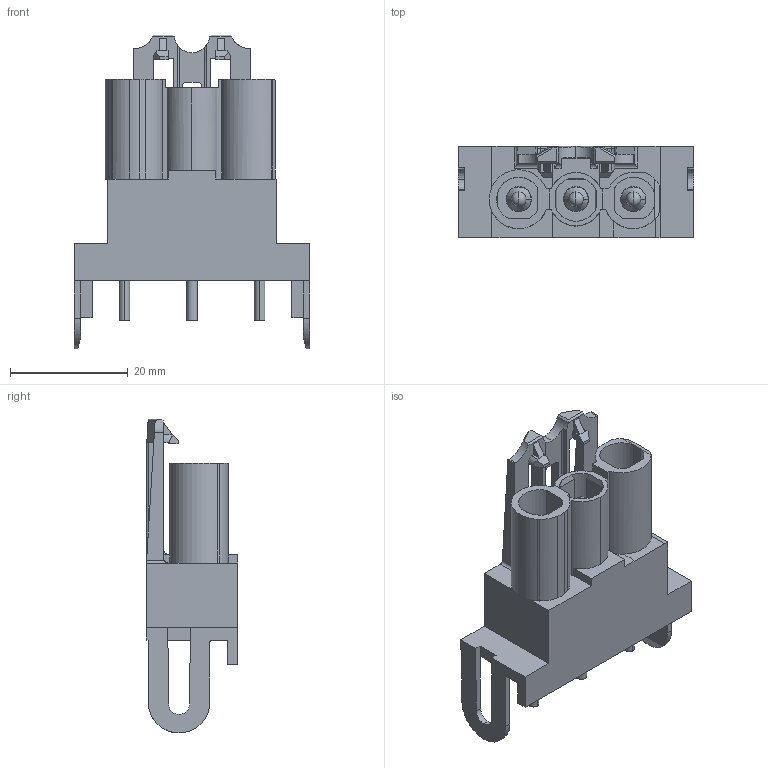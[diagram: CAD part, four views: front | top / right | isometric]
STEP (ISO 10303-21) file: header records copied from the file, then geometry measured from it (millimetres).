
FILE_DESCRIPTION (( 'STEP AP214' ), '1' );
FILE_NAME ('6117192.stp', '2018-11-29T08:13:54', ( '' ), ( '' ), 'SwSTEP 2.0', 'SolidWorks 2018', '' );
FILE_SCHEMA (( 'AUTOMOTIVE_DESIGN' ));
Length unit declared in the file: millimetre
Products named in the file (9): P_6117192T8_1_Standard; P_6117192T7_1_Standard; P_6117192T6_1_Standard; P_6117192T5_1_Standard; P_6117192T2_1_Standard; P_6117192T4_1_Standard; P_6117192T3_1_Standard; P_6117192T1_1_Standard; 6117192
Assembly tree (13 placements, depth 3):
  6117192
    P_6117192T1_1_Standard
    P_6117192T2_1_Standard
      P_6117192T3_1_Standard
      P_6117192T4_1_Standard
    P_6117192T5_1_Standard
      P_6117192T3_1_Standard
      P_6117192T4_1_Standard
    P_6117192T7_1_Standard
      P_6117192T6_1_Standard
      P_6117192T4_1_Standard
    P_6117192T8_1_Standard  x3
Bounding box: 40 x 15.5 x 53.4 mm (x, y, z)
Volume: 7136.1 mm3; surface area: 9486.3 mm2
Topology: 10 solids, 13 shells, 406 faces, 1050 edges, 668 vertices
Faces by surface type: plane 199, cylinder 149, cone 28, torus 16, bspline 8, sphere 6
Full cylindrical faces by diameter (mm): 2.7 x3
Entity records: 15086 total; most frequent: CARTESIAN_POINT 3165, ORIENTED_EDGE 1790, DIRECTION 1625, EDGE_CURVE 895, VERTEX_POINT 577, AXIS2_PLACEMENT_3D 546, LINE 533, VECTOR 533
